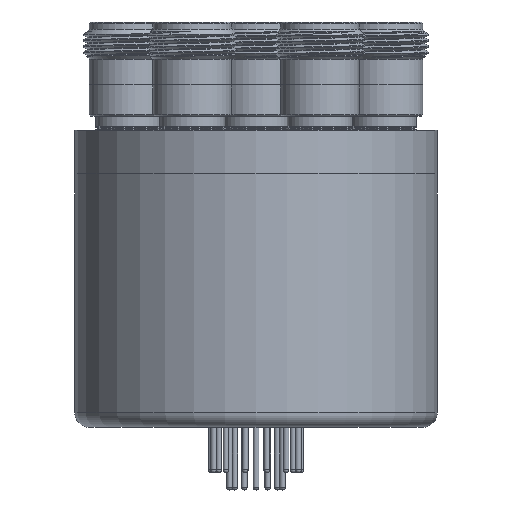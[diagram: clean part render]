
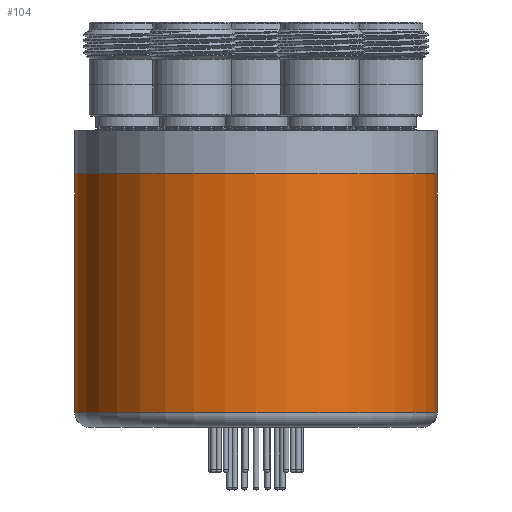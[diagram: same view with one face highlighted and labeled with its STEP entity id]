
A CAD part, front view. The second image highlights one B-rep face of the part: STEP entity #104.
In plain terms, the highlighted cylindrical face has radius 31.75 mm (diameter 63.5 mm), a full revolution.
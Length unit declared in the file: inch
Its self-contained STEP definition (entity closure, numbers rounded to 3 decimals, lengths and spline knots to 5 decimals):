
#104 = ADVANCED_FACE ( 'NONE', ( #12383, #23630, #14323 ), #7267, .T. ) ;
#1241 = EDGE_CURVE ( 'NONE', #20000, #20000, #18459, .T. ) ;
#1441 = DIRECTION ( 'NONE',  ( 0., 0., 1. ) ) ;
#1524 = DIRECTION ( 'NONE',  ( 1., 0., 0. ) ) ;
#1831 = CARTESIAN_POINT ( 'NONE',  ( 1.25, 0., -1.94724 ) ) ;
#1952 = CIRCLE ( 'NONE', #8199, 1.25 ) ;
#2445 = ORIENTED_EDGE ( 'NONE', *, *, #8139, .F. ) ;
#2550 = DIRECTION ( 'NONE',  ( 0., 0., 1. ) ) ;
#2785 = DIRECTION ( 'NONE',  ( 0., 0., 1. ) ) ;
#3946 = ORIENTED_EDGE ( 'NONE', *, *, #16174, .T. ) ;
#4191 = AXIS2_PLACEMENT_3D ( 'NONE', #10575, #5056, #1524 ) ;
#4354 = VERTEX_POINT ( 'NONE', #18255 ) ;
#4422 = CARTESIAN_POINT ( 'NONE',  ( 0., 0., -1.94724 ) ) ;
#4615 = LINE ( 'NONE', #19281, #22602 ) ;
#4728 = CARTESIAN_POINT ( 'NONE',  ( -1.25, 0., -0.3 ) ) ;
#5056 = DIRECTION ( 'NONE',  ( 0., 0., 1. ) ) ;
#5609 = ORIENTED_EDGE ( 'NONE', *, *, #15996, .F. ) ;
#6619 = DIRECTION ( 'NONE',  ( 0., 0., 1. ) ) ;
#7035 = ORIENTED_EDGE ( 'NONE', *, *, #17699, .F. ) ;
#7101 = DIRECTION ( 'NONE',  ( 0., 0., -1. ) ) ;
#7267 = CYLINDRICAL_SURFACE ( 'NONE', #4191, 1.25 ) ;
#7816 = VERTEX_POINT ( 'NONE', #1831 ) ;
#7836 = CIRCLE ( 'NONE', #13294, 1.25 ) ;
#7980 = DIRECTION ( 'NONE',  ( 0., 0., 1. ) ) ;
#8139 = EDGE_CURVE ( 'NONE', #4354, #16656, #14986, .T. ) ;
#8199 = AXIS2_PLACEMENT_3D ( 'NONE', #24032, #1441, #9142 ) ;
#8816 = CARTESIAN_POINT ( 'NONE',  ( 0.97908, 0.77711, -0.52621 ) ) ;
#9142 = DIRECTION ( 'NONE',  ( -0.783, 0.622, 0. ) ) ;
#9879 = ORIENTED_EDGE ( 'NONE', *, *, #1241, .F. ) ;
#10512 = EDGE_LOOP ( 'NONE', ( #9879 ) ) ;
#10575 = CARTESIAN_POINT ( 'NONE',  ( 0., 0., -2.04724 ) ) ;
#10585 = CARTESIAN_POINT ( 'NONE',  ( -0.97908, 0.77711, -1.73253 ) ) ;
#12383 = FACE_OUTER_BOUND ( 'NONE', #10512, .T. ) ;
#13294 = AXIS2_PLACEMENT_3D ( 'NONE', #23128, #6619, #14055 ) ;
#13348 = ORIENTED_EDGE ( 'NONE', *, *, #20161, .T. ) ;
#13351 = CIRCLE ( 'NONE', #14887, 1.25 ) ;
#14055 = DIRECTION ( 'NONE',  ( -0.783, 0.622, 0. ) ) ;
#14323 = FACE_OUTER_BOUND ( 'NONE', #23345, .T. ) ;
#14887 = AXIS2_PLACEMENT_3D ( 'NONE', #4422, #7980, #15411 ) ;
#14986 = LINE ( 'NONE', #8816, #15475 ) ;
#15411 = DIRECTION ( 'NONE',  ( 1., 0., 0. ) ) ;
#15475 = VECTOR ( 'NONE', #7101, 39.37008 ) ;
#15492 = DIRECTION ( 'NONE',  ( -1., 0., 0. ) ) ;
#15996 = EDGE_CURVE ( 'NONE', #18817, #21100, #4615, .T. ) ;
#16174 = EDGE_CURVE ( 'NONE', #4354, #21100, #1952, .T. ) ;
#16656 = VERTEX_POINT ( 'NONE', #17786 ) ;
#16728 = CARTESIAN_POINT ( 'NONE',  ( -0.97908, 0.77711, -0.52621 ) ) ;
#17561 = CARTESIAN_POINT ( 'NONE',  ( 0., 0., -0.3 ) ) ;
#17699 = EDGE_CURVE ( 'NONE', #16656, #18817, #7836, .T. ) ;
#17786 = CARTESIAN_POINT ( 'NONE',  ( 0.97908, 0.77711, -1.73253 ) ) ;
#18255 = CARTESIAN_POINT ( 'NONE',  ( 0.97908, 0.77711, -0.52621 ) ) ;
#18459 = CIRCLE ( 'NONE', #21583, 1.25 ) ;
#18817 = VERTEX_POINT ( 'NONE', #10585 ) ;
#19281 = CARTESIAN_POINT ( 'NONE',  ( -0.97908, 0.77711, -1.73253 ) ) ;
#20000 = VERTEX_POINT ( 'NONE', #4728 ) ;
#20161 = EDGE_CURVE ( 'NONE', #7816, #7816, #13351, .T. ) ;
#21100 = VERTEX_POINT ( 'NONE', #16728 ) ;
#21583 = AXIS2_PLACEMENT_3D ( 'NONE', #17561, #2550, #15492 ) ;
#21832 = EDGE_LOOP ( 'NONE', ( #5609, #7035, #2445, #3946 ) ) ;
#22602 = VECTOR ( 'NONE', #2785, 39.37008 ) ;
#23128 = CARTESIAN_POINT ( 'NONE',  ( 0., 0., -1.73253 ) ) ;
#23345 = EDGE_LOOP ( 'NONE', ( #13348 ) ) ;
#23630 = FACE_BOUND ( 'NONE', #21832, .T. ) ;
#24032 = CARTESIAN_POINT ( 'NONE',  ( 0., 0., -0.52621 ) ) ;
